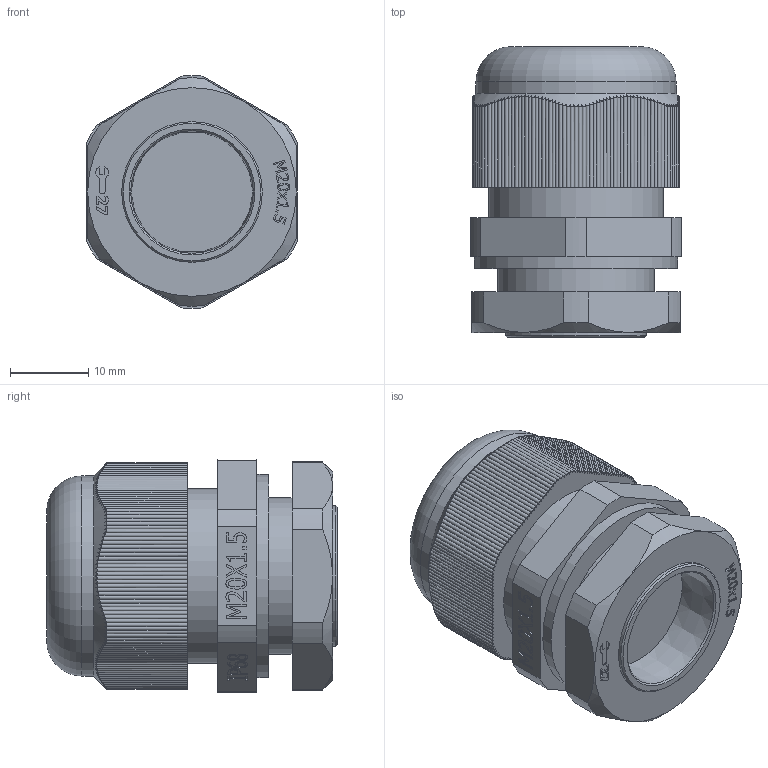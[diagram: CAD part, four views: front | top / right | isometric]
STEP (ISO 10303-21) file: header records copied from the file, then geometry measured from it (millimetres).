
FILE_DESCRIPTION(/* description */ (''),/* implementation_level */ '2;1');
FILE_NAME(/* name */ '',/* time_stamp */ '2025-07-22T15:14:19+07:00',/* author */ ('zeta-86'),/* organization */ (''),/* preprocessor_version */ 'ST-DEVELOPER v19.2',/* originating_system */ 'Autodesk Inventor 2024',/* authorisation */ '');
FILE_SCHEMA (('AUTOMOTIVE_DESIGN { 1 0 10303 214 3 1 1 }'));
Length unit declared in the file: millimetre
Products named in the file (1): Сальник MG 20 (zeta30900,
 zeta35229)
Bounding box: 27 x 37.2 x 29.79 mm (x, y, z)
Volume: 18151.9 mm3; surface area: 6008.4 mm2
Topology: 1 solids, 1 shells, 533 faces, 1655 edges, 1159 vertices
Faces by surface type: cylinder 197, plane 195, bspline 129, cone 10, torus 2
Full cylindrical faces by diameter (mm): 14 x1, 18 x1, 20 x1, 22.4 x1, 25.6 x1, 26 x1
Entity records: 23153 total; most frequent: CARTESIAN_POINT 9609, ORIENTED_EDGE 3310, DIRECTION 2086, EDGE_CURVE 1655, VERTEX_POINT 1159, LINE 798, VECTOR 798, AXIS2_PLACEMENT_3D 644
